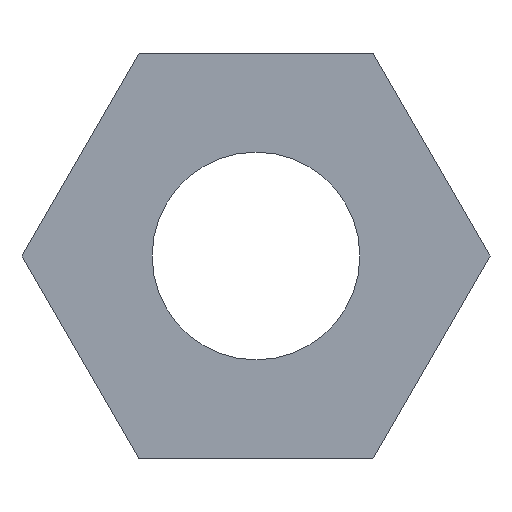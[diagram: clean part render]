
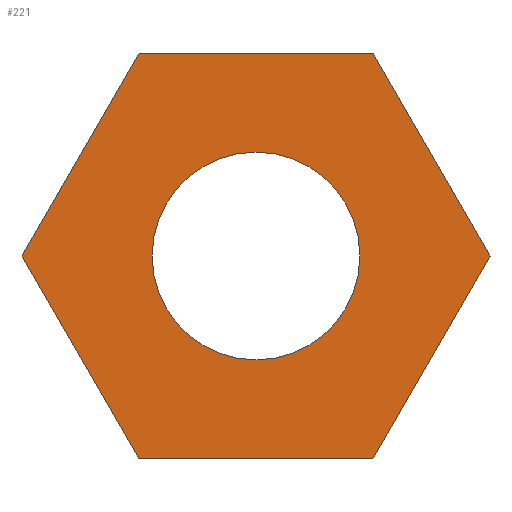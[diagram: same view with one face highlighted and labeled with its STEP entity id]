
A CAD part, front view. The second image highlights one B-rep face of the part: STEP entity #221.
In plain terms, the highlighted planar face has unit normal (0, -1, 0).
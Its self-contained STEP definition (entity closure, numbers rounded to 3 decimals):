
#1 = VERTEX_POINT ( 'NONE', #164 ) ;
#4 = ORIENTED_EDGE ( 'NONE', *, *, #448, .F. ) ;
#6 = EDGE_CURVE ( 'NONE', #59, #217, #99, .T. ) ;
#9 = CARTESIAN_POINT ( 'NONE',  ( 0., 0., 0. ) ) ;
#15 = CARTESIAN_POINT ( 'NONE',  ( -4.619, 0., -8. ) ) ;
#28 = VECTOR ( 'NONE', #304, 1000. ) ;
#30 = AXIS2_PLACEMENT_3D ( 'NONE', #240, #71, #454 ) ;
#37 = EDGE_CURVE ( 'NONE', #281, #1, #131, .T. ) ;
#39 = ORIENTED_EDGE ( 'NONE', *, *, #302, .T. ) ;
#48 = ORIENTED_EDGE ( 'NONE', *, *, #453, .F. ) ;
#50 = DIRECTION ( 'NONE',  ( 0., 0., 1. ) ) ;
#59 = VERTEX_POINT ( 'NONE', #440 ) ;
#71 = DIRECTION ( 'NONE',  ( 0., 1., 0. ) ) ;
#90 = LINE ( 'NONE', #171, #206 ) ;
#99 = LINE ( 'NONE', #291, #263 ) ;
#105 = CIRCLE ( 'NONE', #30, 4.1 ) ;
#131 = LINE ( 'NONE', #371, #260 ) ;
#135 = LINE ( 'NONE', #375, #28 ) ;
#142 = EDGE_LOOP ( 'NONE', ( #354, #39 ) ) ;
#145 = VERTEX_POINT ( 'NONE', #237 ) ;
#164 = CARTESIAN_POINT ( 'NONE',  ( -9.238, 0., 0. ) ) ;
#171 = CARTESIAN_POINT ( 'NONE',  ( 4.619, 0., -8. ) ) ;
#176 = FACE_BOUND ( 'NONE', #142, .T. ) ;
#185 = DIRECTION ( 'NONE',  ( 0., 1., 0. ) ) ;
#191 = CARTESIAN_POINT ( 'NONE',  ( 0., 0., 4.1 ) ) ;
#192 = EDGE_CURVE ( 'NONE', #320, #254, #105, .T. ) ;
#201 = DIRECTION ( 'NONE',  ( 0.5, 0., -0.866 ) ) ;
#206 = VECTOR ( 'NONE', #306, 1000. ) ;
#215 = CARTESIAN_POINT ( 'NONE',  ( 0., 0., 0. ) ) ;
#217 = VERTEX_POINT ( 'NONE', #243 ) ;
#221 = ADVANCED_FACE ( 'NONE', ( #421, #176 ), #224, .F. ) ;
#224 = PLANE ( 'NONE',  #358 ) ;
#225 = CIRCLE ( 'NONE', #283, 4.1 ) ;
#231 = LINE ( 'NONE', #298, #376 ) ;
#237 = CARTESIAN_POINT ( 'NONE',  ( 9.238, 0., 0. ) ) ;
#240 = CARTESIAN_POINT ( 'NONE',  ( 0., 0., 0. ) ) ;
#243 = CARTESIAN_POINT ( 'NONE',  ( 4.619, 0., 8. ) ) ;
#254 = VERTEX_POINT ( 'NONE', #191 ) ;
#260 = VECTOR ( 'NONE', #451, 1000. ) ;
#263 = VECTOR ( 'NONE', #411, 1000. ) ;
#264 = DIRECTION ( 'NONE',  ( -0.5, 0., -0.866 ) ) ;
#281 = VERTEX_POINT ( 'NONE', #15 ) ;
#282 = VECTOR ( 'NONE', #264, 1000. ) ;
#283 = AXIS2_PLACEMENT_3D ( 'NONE', #9, #185, #400 ) ;
#291 = CARTESIAN_POINT ( 'NONE',  ( -4.619, 0., 8. ) ) ;
#298 = CARTESIAN_POINT ( 'NONE',  ( 4.619, 0., 8. ) ) ;
#302 = EDGE_CURVE ( 'NONE', #254, #320, #225, .T. ) ;
#304 = DIRECTION ( 'NONE',  ( 0.5, 0., 0.866 ) ) ;
#306 = DIRECTION ( 'NONE',  ( -1., 0., 0. ) ) ;
#310 = ORIENTED_EDGE ( 'NONE', *, *, #312, .F. ) ;
#312 = EDGE_CURVE ( 'NONE', #145, #402, #431, .T. ) ;
#314 = ORIENTED_EDGE ( 'NONE', *, *, #6, .F. ) ;
#320 = VERTEX_POINT ( 'NONE', #378 ) ;
#321 = DIRECTION ( 'NONE',  ( 0., 1., 0. ) ) ;
#334 = CARTESIAN_POINT ( 'NONE',  ( 4.619, 0., -8. ) ) ;
#354 = ORIENTED_EDGE ( 'NONE', *, *, #192, .T. ) ;
#358 = AXIS2_PLACEMENT_3D ( 'NONE', #215, #321, #50 ) ;
#359 = EDGE_CURVE ( 'NONE', #402, #281, #90, .T. ) ;
#361 = CARTESIAN_POINT ( 'NONE',  ( 9.238, 0., 0. ) ) ;
#371 = CARTESIAN_POINT ( 'NONE',  ( -4.619, 0., -8. ) ) ;
#375 = CARTESIAN_POINT ( 'NONE',  ( -9.238, 0., 0. ) ) ;
#376 = VECTOR ( 'NONE', #201, 1000. ) ;
#378 = CARTESIAN_POINT ( 'NONE',  ( 0., 0., -4.1 ) ) ;
#394 = ORIENTED_EDGE ( 'NONE', *, *, #359, .F. ) ;
#397 = ORIENTED_EDGE ( 'NONE', *, *, #37, .F. ) ;
#400 = DIRECTION ( 'NONE',  ( 0., 0., 1. ) ) ;
#402 = VERTEX_POINT ( 'NONE', #334 ) ;
#411 = DIRECTION ( 'NONE',  ( 1., 0., 0. ) ) ;
#421 = FACE_OUTER_BOUND ( 'NONE', #430, .T. ) ;
#430 = EDGE_LOOP ( 'NONE', ( #4, #314, #48, #397, #394, #310 ) ) ;
#431 = LINE ( 'NONE', #361, #282 ) ;
#440 = CARTESIAN_POINT ( 'NONE',  ( -4.619, 0., 8. ) ) ;
#448 = EDGE_CURVE ( 'NONE', #217, #145, #231, .T. ) ;
#451 = DIRECTION ( 'NONE',  ( -0.5, 0., 0.866 ) ) ;
#453 = EDGE_CURVE ( 'NONE', #1, #59, #135, .T. ) ;
#454 = DIRECTION ( 'NONE',  ( 0., 0., 1. ) ) ;
